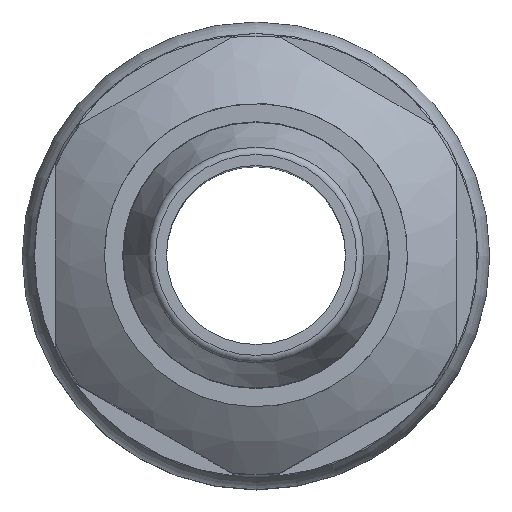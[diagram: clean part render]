
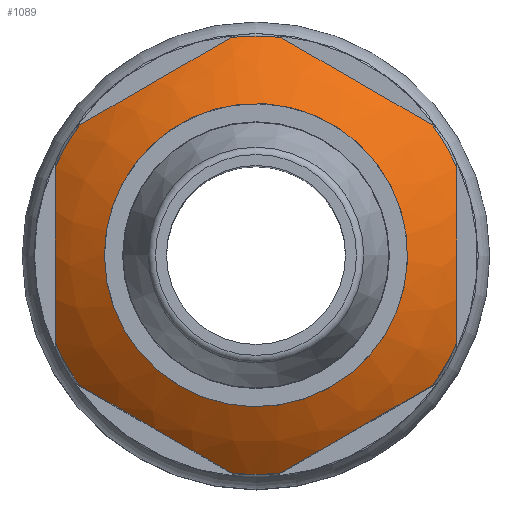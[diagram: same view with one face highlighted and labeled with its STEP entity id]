
A CAD part, top view. The second image highlights one B-rep face of the part: STEP entity #1089.
In plain terms, the highlighted spherical face has radius 9 mm.
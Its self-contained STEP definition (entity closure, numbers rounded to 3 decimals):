
#18=SPHERICAL_SURFACE('',#1234,9.);
#351=ORIENTED_EDGE('',*,*,#557,.T.);
#352=ORIENTED_EDGE('',*,*,#558,.F.);
#353=ORIENTED_EDGE('',*,*,#559,.T.);
#354=ORIENTED_EDGE('',*,*,#560,.F.);
#355=ORIENTED_EDGE('',*,*,#561,.T.);
#356=ORIENTED_EDGE('',*,*,#562,.F.);
#357=ORIENTED_EDGE('',*,*,#563,.T.);
#358=ORIENTED_EDGE('',*,*,#564,.F.);
#359=ORIENTED_EDGE('',*,*,#565,.T.);
#360=ORIENTED_EDGE('',*,*,#566,.F.);
#361=ORIENTED_EDGE('',*,*,#567,.T.);
#362=ORIENTED_EDGE('',*,*,#568,.F.);
#363=ORIENTED_EDGE('',*,*,#569,.T.);
#557=EDGE_CURVE('',#678,#678,#757,.T.);
#558=EDGE_CURVE('',#679,#680,#758,.T.);
#559=EDGE_CURVE('',#679,#681,#759,.F.);
#560=EDGE_CURVE('',#682,#681,#760,.T.);
#561=EDGE_CURVE('',#682,#683,#761,.F.);
#562=EDGE_CURVE('',#684,#683,#762,.T.);
#563=EDGE_CURVE('',#684,#685,#763,.F.);
#564=EDGE_CURVE('',#686,#685,#764,.T.);
#565=EDGE_CURVE('',#686,#687,#765,.F.);
#566=EDGE_CURVE('',#688,#687,#766,.T.);
#567=EDGE_CURVE('',#688,#689,#767,.F.);
#568=EDGE_CURVE('',#690,#689,#768,.T.);
#569=EDGE_CURVE('',#690,#680,#769,.F.);
#678=VERTEX_POINT('',#1887);
#679=VERTEX_POINT('',#1889);
#680=VERTEX_POINT('',#1890);
#681=VERTEX_POINT('',#1892);
#682=VERTEX_POINT('',#1894);
#683=VERTEX_POINT('',#1896);
#684=VERTEX_POINT('',#1898);
#685=VERTEX_POINT('',#1900);
#686=VERTEX_POINT('',#1902);
#687=VERTEX_POINT('',#1904);
#688=VERTEX_POINT('',#1906);
#689=VERTEX_POINT('',#1908);
#690=VERTEX_POINT('',#1910);
#757=CIRCLE('',#1235,4.15);
#758=CIRCLE('',#1236,6.);
#759=CIRCLE('',#1237,7.124);
#760=CIRCLE('',#1238,6.);
#761=CIRCLE('',#1239,7.124);
#762=CIRCLE('',#1240,6.);
#763=CIRCLE('',#1241,7.124);
#764=CIRCLE('',#1242,6.);
#765=CIRCLE('',#1243,7.124);
#766=CIRCLE('',#1244,6.);
#767=CIRCLE('',#1245,7.124);
#768=CIRCLE('',#1246,6.);
#769=CIRCLE('',#1247,7.124);
#864=EDGE_LOOP('',(#351));
#865=EDGE_LOOP('',(#352,#353,#354,#355,#356,#357,#358,#359,#360,#361,#362,
#363));
#980=FACE_BOUND('',#864,.T.);
#981=FACE_BOUND('',#865,.T.);
#1089=ADVANCED_FACE('',(#980,#981),#18,.T.);
#1234=AXIS2_PLACEMENT_3D('',#1885,#1482,#1483);
#1235=AXIS2_PLACEMENT_3D('',#1886,#1484,#1485);
#1236=AXIS2_PLACEMENT_3D('',#1888,#1486,#1487);
#1237=AXIS2_PLACEMENT_3D('',#1891,#1488,#1489);
#1238=AXIS2_PLACEMENT_3D('',#1893,#1490,#1491);
#1239=AXIS2_PLACEMENT_3D('',#1895,#1492,#1493);
#1240=AXIS2_PLACEMENT_3D('',#1897,#1494,#1495);
#1241=AXIS2_PLACEMENT_3D('',#1899,#1496,#1497);
#1242=AXIS2_PLACEMENT_3D('',#1901,#1498,#1499);
#1243=AXIS2_PLACEMENT_3D('',#1903,#1500,#1501);
#1244=AXIS2_PLACEMENT_3D('',#1905,#1502,#1503);
#1245=AXIS2_PLACEMENT_3D('',#1907,#1504,#1505);
#1246=AXIS2_PLACEMENT_3D('',#1909,#1506,#1507);
#1247=AXIS2_PLACEMENT_3D('',#1911,#1508,#1509);
#1482=DIRECTION('',(0.,0.,-1.));
#1483=DIRECTION('',(0.,1.,0.));
#1484=DIRECTION('',(0.,0.,-1.));
#1485=DIRECTION('',(-1.,0.,0.));
#1486=DIRECTION('',(0.,0.,-1.));
#1487=DIRECTION('',(-1.,0.,0.));
#1488=DIRECTION('',(-1.,0.,0.));
#1489=DIRECTION('',(0.,0.,1.));
#1490=DIRECTION('',(0.,0.,-1.));
#1491=DIRECTION('',(-1.,0.,0.));
#1492=DIRECTION('',(-0.5,-0.866,0.));
#1493=DIRECTION('',(0.866,-0.5,0.));
#1494=DIRECTION('',(0.,0.,-1.));
#1495=DIRECTION('',(-1.,0.,0.));
#1496=DIRECTION('',(0.5,-0.866,0.));
#1497=DIRECTION('',(0.866,0.5,0.));
#1498=DIRECTION('',(0.,0.,-1.));
#1499=DIRECTION('',(-1.,0.,0.));
#1500=DIRECTION('',(1.,0.,0.));
#1501=DIRECTION('',(0.,0.,-1.));
#1502=DIRECTION('',(0.,0.,-1.));
#1503=DIRECTION('',(-1.,0.,0.));
#1504=DIRECTION('',(0.5,0.866,0.));
#1505=DIRECTION('',(-0.866,0.5,0.));
#1506=DIRECTION('',(0.,0.,-1.));
#1507=DIRECTION('',(-1.,0.,0.));
#1508=DIRECTION('',(-0.5,0.866,0.));
#1509=DIRECTION('',(-0.866,-0.5,0.));
#1885=CARTESIAN_POINT('',(0.,0.,9.414));
#1886=CARTESIAN_POINT('',(0.,0.,17.4));
#1887=CARTESIAN_POINT('',(-4.15,0.,17.4));
#1888=CARTESIAN_POINT('',(0.,0.,16.122));
#1889=CARTESIAN_POINT('',(-5.5,2.398,16.122));
#1890=CARTESIAN_POINT('',(-4.827,3.564,16.122));
#1891=CARTESIAN_POINT('',(-5.5,0.,9.414));
#1892=CARTESIAN_POINT('',(-5.5,-2.398,16.122));
#1893=CARTESIAN_POINT('',(0.,0.,16.122));
#1894=CARTESIAN_POINT('',(-4.827,-3.564,16.122));
#1895=CARTESIAN_POINT('',(-2.75,-4.763,9.414));
#1896=CARTESIAN_POINT('',(-0.673,-5.962,16.122));
#1897=CARTESIAN_POINT('',(0.,0.,16.122));
#1898=CARTESIAN_POINT('',(0.673,-5.962,16.122));
#1899=CARTESIAN_POINT('',(2.75,-4.763,9.414));
#1900=CARTESIAN_POINT('',(4.827,-3.564,16.122));
#1901=CARTESIAN_POINT('',(0.,0.,16.122));
#1902=CARTESIAN_POINT('',(5.5,-2.398,16.122));
#1903=CARTESIAN_POINT('',(5.5,0.,9.414));
#1904=CARTESIAN_POINT('',(5.5,2.398,16.122));
#1905=CARTESIAN_POINT('',(0.,0.,16.122));
#1906=CARTESIAN_POINT('',(4.827,3.564,16.122));
#1907=CARTESIAN_POINT('',(2.75,4.763,9.414));
#1908=CARTESIAN_POINT('',(0.673,5.962,16.122));
#1909=CARTESIAN_POINT('',(0.,0.,16.122));
#1910=CARTESIAN_POINT('',(-0.673,5.962,16.122));
#1911=CARTESIAN_POINT('',(-2.75,4.763,9.414));
